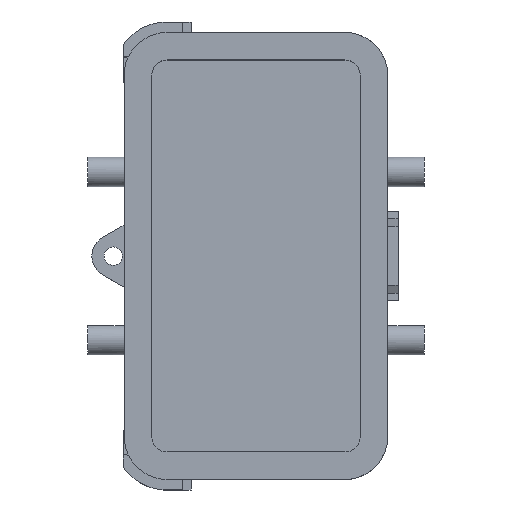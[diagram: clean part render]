
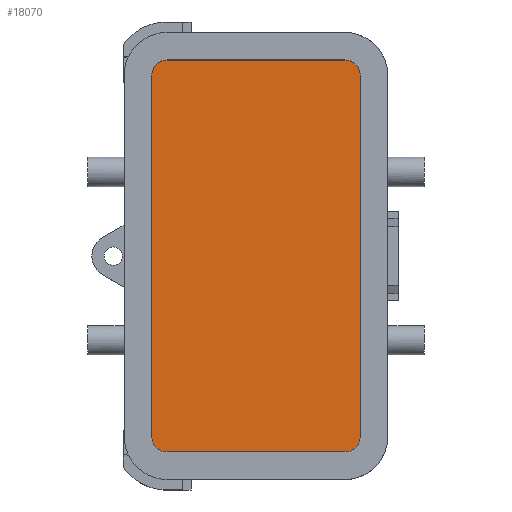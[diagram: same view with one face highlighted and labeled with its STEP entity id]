
A CAD part, top view. The second image highlights one B-rep face of the part: STEP entity #18070.
In plain terms, the highlighted planar face has unit normal (0, 0, 1).
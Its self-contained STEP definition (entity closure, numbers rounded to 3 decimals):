
#1750=CARTESIAN_POINT('',(-14.5,-53.,-9.5));
#1760=DIRECTION('',(0.,0.,-1.));
#1770=DIRECTION('',(1.,0.,0.));
#1780=AXIS2_PLACEMENT_3D('',#1750,#1760,#1770);
#1790=CIRCLE('',#1780,2.502);
#1800=CARTESIAN_POINT('',(-14.5,-55.502,
-9.5));
#1810=VERTEX_POINT('',#1800);
#1820=CARTESIAN_POINT('',(-17.002,-53.,-9.5));
#1830=VERTEX_POINT('',#1820);
#1840=EDGE_CURVE('',#1810,#1830,#1790,.T.);
#4680=CARTESIAN_POINT('',(14.5,-53.,-9.5));
#4690=DIRECTION('',(0.,0.,-1.));
#4700=DIRECTION('',(1.,0.,0.));
#4710=AXIS2_PLACEMENT_3D('',#4680,#4690,#4700);
#4720=CIRCLE('',#4710,2.502);
#4730=CARTESIAN_POINT('',(17.002,-53.,-9.5));
#4740=VERTEX_POINT('',#4730);
#4750=CARTESIAN_POINT('',(14.5,-55.502,
-9.5));
#4760=VERTEX_POINT('',#4750);
#4770=EDGE_CURVE('',#4740,#4760,#4720,.T.);
#7350=CARTESIAN_POINT('',(0.,-55.502,-9.5));
#7360=DIRECTION('',(1.,0.,0.));
#7370=VECTOR('',#7360,1.);
#7380=LINE('',#7350,#7370);
#7390=EDGE_CURVE('',#1810,#4760,#7380,.T.);
#12540=CARTESIAN_POINT('',(-17.002,6.001,
-9.5));
#12550=VERTEX_POINT('',#12540);
#12580=CARTESIAN_POINT('',(-17.002,0.,-9.5));
#12590=DIRECTION('',(0.,1.,0.));
#12600=VECTOR('',#12590,1.);
#12610=LINE('',#12580,#12600);
#12620=EDGE_CURVE('',#1830,#12550,#12610,.T.);
#16770=CARTESIAN_POINT('',(17.002,6.001,
-9.5));
#16780=VERTEX_POINT('',#16770);
#16880=CARTESIAN_POINT('',(17.002,0.,-9.5));
#16890=DIRECTION('',(0.,1.,0.));
#16900=VECTOR('',#16890,1.);
#16910=LINE('',#16880,#16900);
#16920=EDGE_CURVE('',#4740,#16780,#16910,.T.);
#17710=CARTESIAN_POINT('',(18.389,13.741,
-9.5));
#17720=DIRECTION('',(0.,0.,-1.));
#17730=DIRECTION('',(1.,0.,0.));
#17740=AXIS2_PLACEMENT_3D('',#17710,#17720,#17730);
#17750=PLANE('',#17740);
#17760=CARTESIAN_POINT('',(-14.5,6.001,
-9.5));
#17770=DIRECTION('',(0.,0.,1.));
#17780=DIRECTION('',(1.,0.,0.));
#17790=AXIS2_PLACEMENT_3D('',#17760,#17770,#17780);
#17800=CIRCLE('',#17790,2.502);
#17810=CARTESIAN_POINT('',(-14.5,8.504,
-9.5));
#17820=VERTEX_POINT('',#17810);
#17830=EDGE_CURVE('',#17820,#12550,#17800,.T.);
#17840=ORIENTED_EDGE('',*,*,#17830,.T.);
#17850=CARTESIAN_POINT('',(0.,8.504,-9.5));
#17860=DIRECTION('',(1.,0.,0.));
#17870=VECTOR('',#17860,1.);
#17880=LINE('',#17850,#17870);
#17890=CARTESIAN_POINT('',(14.5,8.504,
-9.5));
#17900=VERTEX_POINT('',#17890);
#17910=EDGE_CURVE('',#17820,#17900,#17880,.T.);
#17920=ORIENTED_EDGE('',*,*,#17910,.F.);
#17930=CARTESIAN_POINT('',(14.5,6.001,
-9.5));
#17940=DIRECTION('',(0.,0.,1.));
#17950=DIRECTION('',(1.,0.,0.));
#17960=AXIS2_PLACEMENT_3D('',#17930,#17940,#17950);
#17970=CIRCLE('',#17960,2.502);
#17980=EDGE_CURVE('',#16780,#17900,#17970,.T.);
#17990=ORIENTED_EDGE('',*,*,#17980,.T.);
#18000=ORIENTED_EDGE('',*,*,#16920,.T.);
#18010=ORIENTED_EDGE('',*,*,#4770,.F.);
#18020=ORIENTED_EDGE('',*,*,#7390,.T.);
#18030=ORIENTED_EDGE('',*,*,#1840,.F.);
#18040=ORIENTED_EDGE('',*,*,#12620,.F.);
#18050=EDGE_LOOP('',(#18040,#18030,#18020,#18010,#18000,#17990,#17920,
#17840));
#18060=FACE_OUTER_BOUND('',#18050,.T.);
#18070=ADVANCED_FACE('',(#18060),#17750,.F.);
